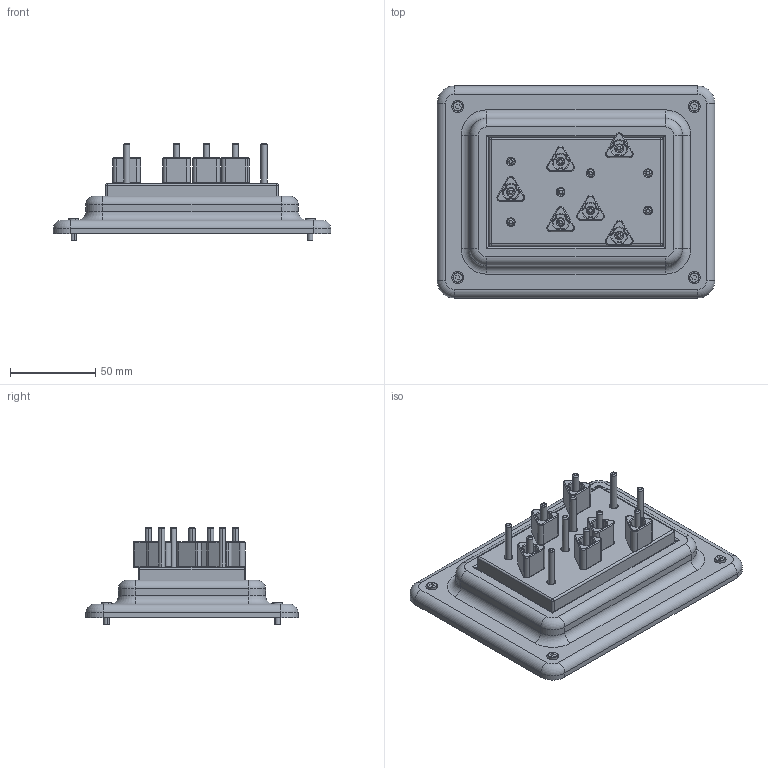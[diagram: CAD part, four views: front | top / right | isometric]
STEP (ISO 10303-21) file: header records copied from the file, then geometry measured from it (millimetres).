
FILE_DESCRIPTION (( 'STEP AP203' ), '1' );
FILE_NAME ('FLS_kit_modified_assem.STEP', '2020-07-02T20:04:49', ( '' ), ( '' ), 'SwSTEP 2.0', 'SolidWorks 2016', '' );
FILE_SCHEMA (( 'CONFIG_CONTROL_DESIGN' ));
Length unit declared in the file: millimetre
Products named in the file (7): block; screw_M3x10; pegboard_modified_assem; peg; FLS_kit_modified_assem; pegboard_base; pegboard_modified
Assembly tree (25 placements, depth 3):
  FLS_kit_modified_assem
    pegboard_base
    pegboard_modified_assem
      pegboard_modified
      block  x6
      peg  x12
    screw_M3x10  x4
Bounding box: 162.6 x 124.2 x 57 mm (x, y, z)
Volume: 261409.2 mm3; surface area: 80858.2 mm2
Topology: 24 solids, 24 shells, 808 faces, 1813 edges, 1062 vertices
Faces by surface type: torus 352, cylinder 289, plane 133, cone 24, sphere 10
Entity records: 10166 total; most frequent: DIRECTION 1825, CARTESIAN_POINT 1496, ORIENTED_EDGE 1402, AXIS2_PLACEMENT_3D 795, EDGE_CURVE 701, CIRCLE 452, VERTEX_POINT 410, EDGE_LOOP 363
